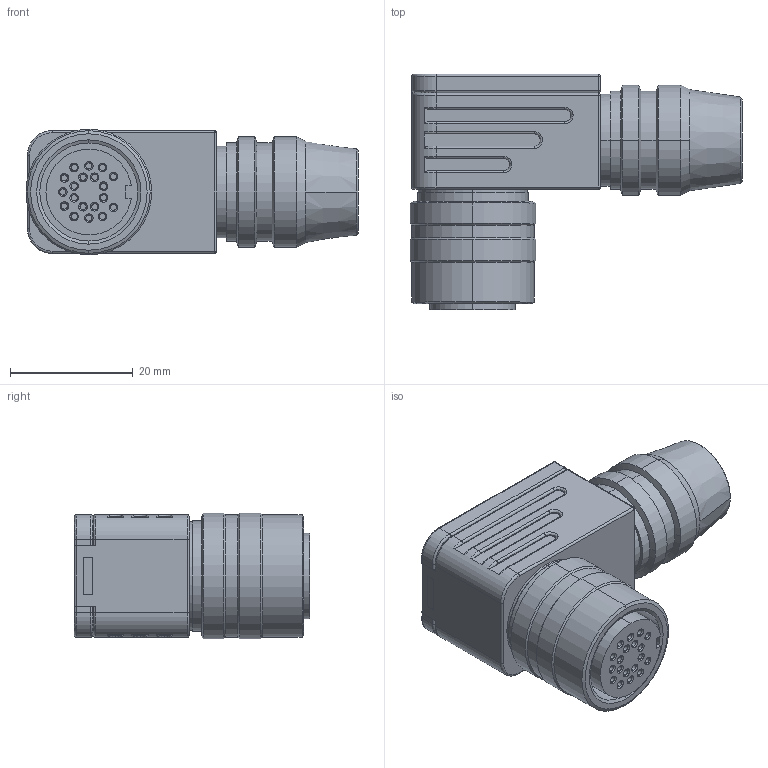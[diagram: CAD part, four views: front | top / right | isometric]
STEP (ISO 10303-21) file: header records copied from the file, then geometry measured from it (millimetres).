
FILE_DESCRIPTION (( 'STEP AP214' ), '1' );
FILE_NAME ('220-CON19-AIR90.STEP', '2015-08-31T11:47:59', ( 'allectra' ), ( 'Microsoft' ), 'SwSTEP 2.0', 'SolidWorks 2014', '' );
FILE_SCHEMA (( 'AUTOMOTIVE_DESIGN' ));
Length unit declared in the file: millimetre
Products named in the file (1): 220-CON19-AIR90
Bounding box: 54.15 x 38.4 x 20.5 mm (x, y, z)
Volume: 20671.1 mm3; surface area: 8061.7 mm2
Topology: 1 solids, 2 shells, 310 faces, 719 edges, 432 vertices
Faces by surface type: cylinder 122, plane 89, cone 62, bspline 37
Entity records: 12941 total; most frequent: CARTESIAN_POINT 2490, DIRECTION 1540, ORIENTED_EDGE 1422, EDGE_CURVE 711, AXIS2_PLACEMENT_3D 600, VERTEX_POINT 432, LINE 340, VECTOR 340
